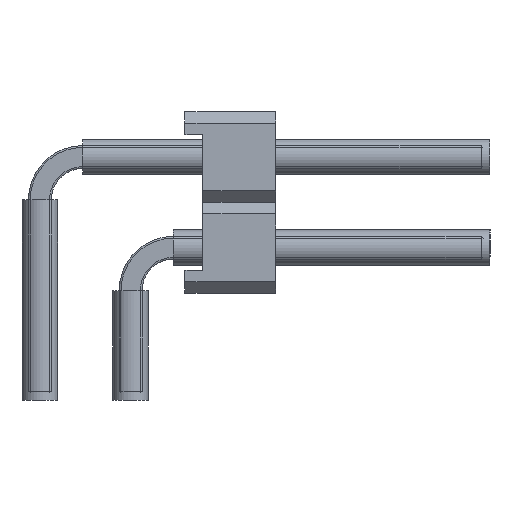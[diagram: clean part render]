
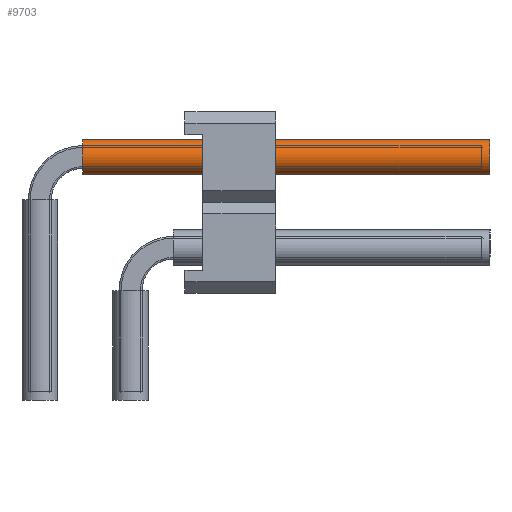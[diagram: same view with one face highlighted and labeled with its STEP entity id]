
A CAD part, left-side view. The second image highlights one B-rep face of the part: STEP entity #9703.
In plain terms, the highlighted cylindrical face has radius 0.5 mm (diameter 1 mm), a full revolution.
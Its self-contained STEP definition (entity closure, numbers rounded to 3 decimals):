
#5328=ORIENTED_EDGE('',*,*,#6712,.F.);
#5329=ORIENTED_EDGE('',*,*,#6713,.T.);
#6712=EDGE_CURVE('',#7632,#7632,#7960,.T.);
#6713=EDGE_CURVE('',#7633,#7633,#7961,.T.);
#7632=VERTEX_POINT('',#16189);
#7633=VERTEX_POINT('',#16191);
#7960=CIRCLE('',#10606,0.5);
#7961=CIRCLE('',#10607,0.5);
#8510=EDGE_LOOP('',(#5328));
#8511=EDGE_LOOP('',(#5329));
#9060=FACE_BOUND('',#8510,.T.);
#9061=FACE_BOUND('',#8511,.T.);
#9229=CYLINDRICAL_SURFACE('',#10605,0.5);
#9703=ADVANCED_FACE('',(#9060,#9061),#9229,.F.);
#10605=AXIS2_PLACEMENT_3D('',#16187,#13336,#13337);
#10606=AXIS2_PLACEMENT_3D('',#16188,#13338,#13339);
#10607=AXIS2_PLACEMENT_3D('',#16190,#13340,#13341);
#13336=DIRECTION('',(1.,0.,0.));
#13337=DIRECTION('',(0.,0.,-1.));
#13338=DIRECTION('',(-1.,0.,0.));
#13339=DIRECTION('',(0.,0.,1.));
#13340=DIRECTION('',(-1.,0.,0.));
#13341=DIRECTION('',(0.,0.,1.));
#16187=CARTESIAN_POINT('',(1.2,0.,6.81));
#16188=CARTESIAN_POINT('',(12.6,0.,6.81));
#16189=CARTESIAN_POINT('',(12.6,0.,7.31));
#16190=CARTESIAN_POINT('',(1.2,0.,6.81));
#16191=CARTESIAN_POINT('',(1.2,0.,7.31));
